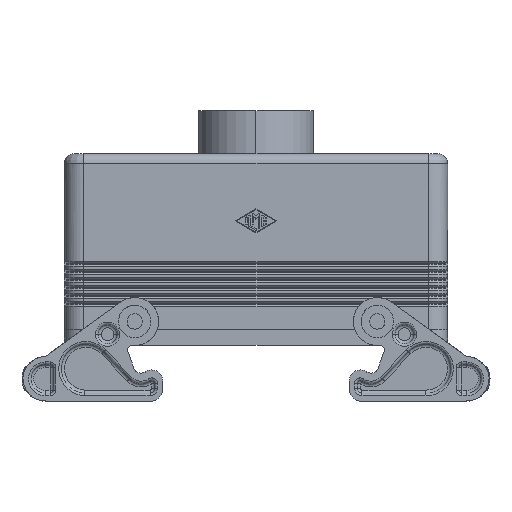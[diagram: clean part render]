
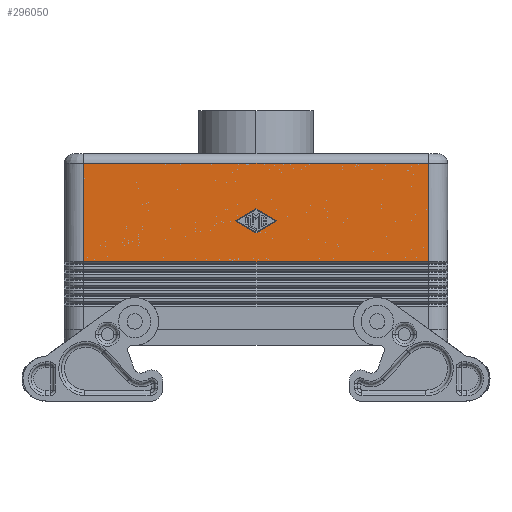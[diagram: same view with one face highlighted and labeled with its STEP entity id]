
A CAD part, front view. The second image highlights one B-rep face of the part: STEP entity #296050.
In plain terms, the highlighted planar face has unit normal (0, -1, 0).
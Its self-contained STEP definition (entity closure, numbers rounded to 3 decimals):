
#290900=CARTESIAN_POINT('',(-53.251,-21.702,30.25));
#290910=VERTEX_POINT('',#290900);
#291280=CARTESIAN_POINT('',(-53.251,-21.702,61.));
#291290=VERTEX_POINT('',#291280);
#291320=CARTESIAN_POINT('',(-53.251,-21.702,30.24));
#291330=DIRECTION('',(0.,0.,1.));
#291340=VECTOR('',#291330,1.);
#291350=LINE('',#291320,#291340);
#291360=EDGE_CURVE('',#290910,#291290,#291350,.T.);
#294990=CARTESIAN_POINT('',(54.749,-21.702,30.25));
#295000=VERTEX_POINT('',#294990);
#295030=CARTESIAN_POINT('',(54.749,-21.702,61.01));
#295040=DIRECTION('',(0.,0.,-1.));
#295050=VECTOR('',#295040,1.);
#295060=LINE('',#295030,#295050);
#295070=CARTESIAN_POINT('',(54.749,-21.702,61.));
#295080=VERTEX_POINT('',#295070);
#295090=EDGE_CURVE('',#295080,#295000,#295060,.T.);
#295310=CARTESIAN_POINT('',(0.,-21.702,30.25));
#295320=DIRECTION('',(1.,0.,0.));
#295330=VECTOR('',#295320,1.);
#295340=LINE('',#295310,#295330);
#295350=EDGE_CURVE('',#290910,#295000,#295340,.T.);
#295550=CARTESIAN_POINT('',(0.749,-21.702,34.));
#295560=DIRECTION('',(0.,1.,0.));
#295570=DIRECTION('',(0.,0.,1.));
#295580=AXIS2_PLACEMENT_3D('',#295550,#295560,#295570);
#295590=PLANE('',#295580);
#295600=ORIENTED_EDGE('',*,*,#295090,.F.);
#295610=ORIENTED_EDGE('',*,*,#295350,.T.);
#295620=ORIENTED_EDGE('',*,*,#291360,.F.);
#295630=CARTESIAN_POINT('',(-53.26,-21.702,61.));
#295640=DIRECTION('',(1.,0.,0.));
#295650=VECTOR('',#295640,1.);
#295660=LINE('',#295630,#295650);
#295670=EDGE_CURVE('',#291290,#295080,#295660,.T.);
#295680=ORIENTED_EDGE('',*,*,#295670,.F.);
#295690=EDGE_LOOP('',(#295680,#295620,#295610,#295600));
#295700=FACE_OUTER_BOUND('',#295690,.T.);
#295710=CARTESIAN_POINT('',(0.,-21.702,38.819));
#295720=DIRECTION('',(0.866,0.,0.5));
#295730=VECTOR('',#295720,1.);
#295740=LINE('',#295710,#295730);
#295750=CARTESIAN_POINT('',(0.749,-21.702,39.251))
;
#295760=VERTEX_POINT('',#295750);
#295770=CARTESIAN_POINT('',(7.25,-21.702,43.));
#295780=VERTEX_POINT('',#295770);
#295790=EDGE_CURVE('',#295760,#295780,#295740,.T.);
#295800=ORIENTED_EDGE('',*,*,#295790,.F.);
#295810=CARTESIAN_POINT('',(0.,-21.702,47.181));
#295820=DIRECTION('',(-0.866,0.,0.5));
#295830=VECTOR('',#295820,1.);
#295840=LINE('',#295810,#295830);
#295850=CARTESIAN_POINT('',(0.749,-21.702,46.749));
#295860=VERTEX_POINT('',#295850);
#295870=EDGE_CURVE('',#295780,#295860,#295840,.T.);
#295880=ORIENTED_EDGE('',*,*,#295870,.F.);
#295890=CARTESIAN_POINT('',(0.,-21.702,46.316));
#295900=DIRECTION('',(-0.866,0.,-0.5));
#295910=VECTOR('',#295900,1.);
#295920=LINE('',#295890,#295910);
#295930=CARTESIAN_POINT('',(-5.751,-21.702,43.));
#295940=VERTEX_POINT('',#295930);
#295950=EDGE_CURVE('',#295860,#295940,#295920,.T.);
#295960=ORIENTED_EDGE('',*,*,#295950,.F.);
#295970=CARTESIAN_POINT('',(0.,-21.702,39.684));
#295980=DIRECTION('',(0.866,0.,-0.5));
#295990=VECTOR('',#295980,1.);
#296000=LINE('',#295970,#295990);
#296010=EDGE_CURVE('',#295940,#295760,#296000,.T.);
#296020=ORIENTED_EDGE('',*,*,#296010,.F.);
#296030=EDGE_LOOP('',(#296020,#295960,#295880,#295800));
#296040=FACE_BOUND('',#296030,.T.);
#296050=ADVANCED_FACE('',(#295700,#296040),#295590,.F.);
